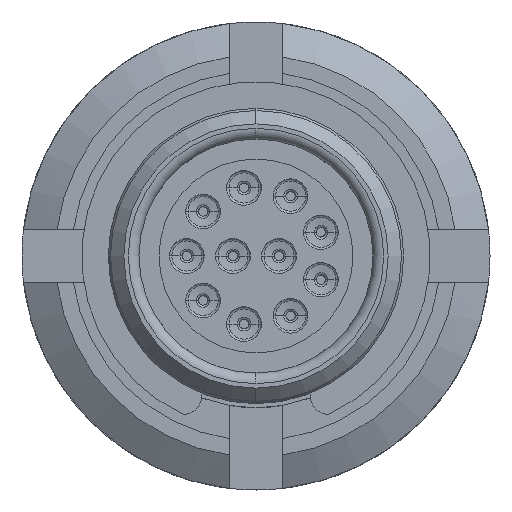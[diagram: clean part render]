
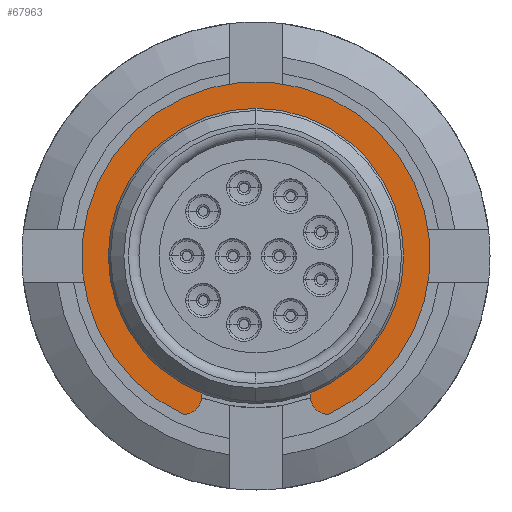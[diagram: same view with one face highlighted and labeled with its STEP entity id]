
A CAD part, left-side view. The second image highlights one B-rep face of the part: STEP entity #67963.
In plain terms, the highlighted planar face has unit normal (-1, 0, 0).
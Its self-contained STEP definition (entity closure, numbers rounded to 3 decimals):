
#1111 = ORIENTED_EDGE ( 'NONE', *, *, #7690, .T. ) ;
#2749 = CARTESIAN_POINT ( 'NONE',  ( 10.412, -2.73, -5.27 ) ) ;
#2929 = CIRCLE ( 'NONE', #73084, 6.553 ) ;
#7690 = EDGE_CURVE ( 'NONE', #12932, #62314, #57980, .T. ) ;
#7829 = DIRECTION ( 'NONE',  ( 1., 0., 0. ) ) ;
#10055 = CARTESIAN_POINT ( 'NONE',  ( 10.412, -2.73, -5.957 ) ) ;
#11919 = CARTESIAN_POINT ( 'NONE',  ( 10.412, 0., 0. ) ) ;
#12932 = VERTEX_POINT ( 'NONE', #57342 ) ;
#14796 = DIRECTION ( 'NONE',  ( 0., 0., -1. ) ) ;
#18929 = CARTESIAN_POINT ( 'NONE',  ( 10.412, 0., 0. ) ) ;
#22390 = CARTESIAN_POINT ( 'NONE',  ( 10.412, -2.73, -4.582 ) ) ;
#24758 = EDGE_CURVE ( 'NONE', #38604, #30069, #2929, .T. ) ;
#26669 = CIRCLE ( 'NONE', #41056, 0.688 ) ;
#29575 = CIRCLE ( 'NONE', #64618, 0.688 ) ;
#30069 = VERTEX_POINT ( 'NONE', #10055 ) ;
#32200 = CARTESIAN_POINT ( 'NONE',  ( 10.412, 0., 0. ) ) ;
#34141 = EDGE_LOOP ( 'NONE', ( #51007, #48223, #1111, #73794 ) ) ;
#35601 = CARTESIAN_POINT ( 'NONE',  ( 10.412, 2.731, -5.957 ) ) ;
#38604 = VERTEX_POINT ( 'NONE', #35601 ) ;
#41056 = AXIS2_PLACEMENT_3D ( 'NONE', #46374, #52164, #46901 ) ;
#41344 = AXIS2_PLACEMENT_3D ( 'NONE', #32200, #7829, #49778 ) ;
#43057 = DIRECTION ( 'NONE',  ( 1., 0., 0. ) ) ;
#46374 = CARTESIAN_POINT ( 'NONE',  ( 10.412, 2.731, -5.269 ) ) ;
#46901 = DIRECTION ( 'NONE',  ( 0., 0., -1. ) ) ;
#48107 = DIRECTION ( 'NONE',  ( 0., 0., -1. ) ) ;
#48223 = ORIENTED_EDGE ( 'NONE', *, *, #50522, .F. ) ;
#49778 = DIRECTION ( 'NONE',  ( 0., 0., -1. ) ) ;
#50522 = EDGE_CURVE ( 'NONE', #12932, #38604, #26669, .T. ) ;
#50740 = DIRECTION ( 'NONE',  ( 1., 0., 0. ) ) ;
#51007 = ORIENTED_EDGE ( 'NONE', *, *, #24758, .F. ) ;
#52164 = DIRECTION ( 'NONE',  ( 1., 0., 0. ) ) ;
#53384 = FACE_OUTER_BOUND ( 'NONE', #34141, .T. ) ;
#53586 = DIRECTION ( 'NONE',  ( 1., 0., 0. ) ) ;
#55155 = PLANE ( 'NONE',  #62876 ) ;
#55663 = DIRECTION ( 'NONE',  ( 0., 0., -1. ) ) ;
#57342 = CARTESIAN_POINT ( 'NONE',  ( 10.412, 2.731, -4.582 ) ) ;
#57980 = CIRCLE ( 'NONE', #41344, 5.334 ) ;
#62314 = VERTEX_POINT ( 'NONE', #22390 ) ;
#62876 = AXIS2_PLACEMENT_3D ( 'NONE', #18929, #43057, #55663 ) ;
#64618 = AXIS2_PLACEMENT_3D ( 'NONE', #2749, #50740, #14796 ) ;
#65832 = EDGE_CURVE ( 'NONE', #30069, #62314, #29575, .T. ) ;
#67963 = ADVANCED_FACE ( 'NONE', ( #53384 ), #55155, .F. ) ;
#73084 = AXIS2_PLACEMENT_3D ( 'NONE', #11919, #53586, #48107 ) ;
#73794 = ORIENTED_EDGE ( 'NONE', *, *, #65832, .F. ) ;
